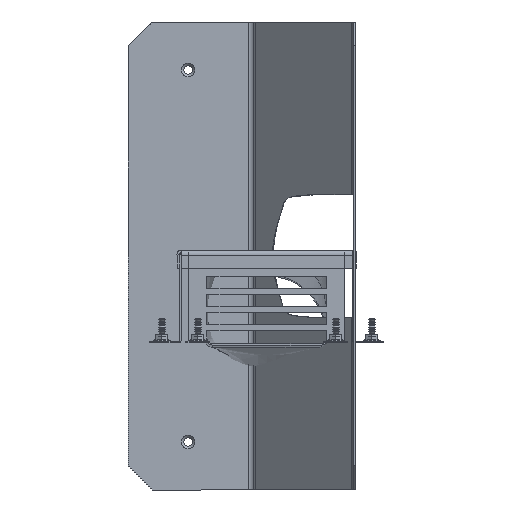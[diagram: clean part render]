
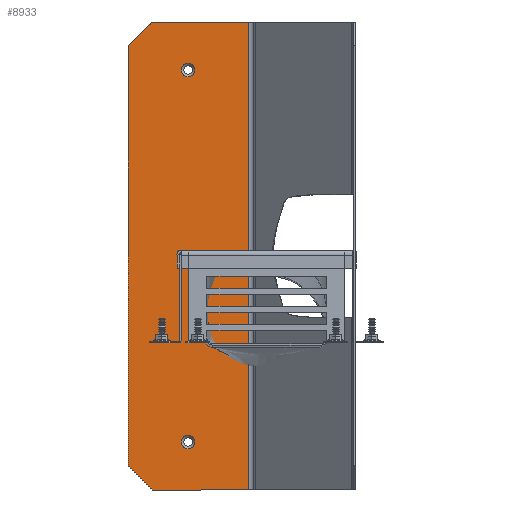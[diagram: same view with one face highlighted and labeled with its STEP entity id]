
A CAD part, left-side view. The second image highlights one B-rep face of the part: STEP entity #8933.
In plain terms, the highlighted planar face has unit normal (-1, 0, 0).
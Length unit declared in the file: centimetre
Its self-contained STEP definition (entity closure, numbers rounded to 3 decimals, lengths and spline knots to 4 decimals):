
#960=FACE_BOUND('',#3557,.T.);
#961=FACE_BOUND('',#3558,.T.);
#1399=LINE('',#13808,#2192);
#1405=LINE('',#13821,#2198);
#1408=LINE('',#13828,#2201);
#1413=LINE('',#13841,#2206);
#1417=LINE('',#13850,#2210);
#1418=LINE('',#13851,#2211);
#2192=VECTOR('',#10782,1.);
#2198=VECTOR('',#10790,1.);
#2201=VECTOR('',#10797,1.);
#2206=VECTOR('',#10810,1.);
#2210=VECTOR('',#10822,1.);
#2211=VECTOR('',#10823,1.);
#3099=FACE_OUTER_BOUND('',#3556,.T.);
#3556=EDGE_LOOP('',(#6657,#6658,#6659,#6660,#6661,#6662));
#3557=EDGE_LOOP('',(#6663));
#3558=EDGE_LOOP('',(#6664));
#4073=CIRCLE('',#9484,5.5);
#4075=CIRCLE('',#9487,5.5);
#4353=VERTEX_POINT('',#13766);
#4355=VERTEX_POINT('',#13772);
#4365=VERTEX_POINT('',#13806);
#4366=VERTEX_POINT('',#13807);
#4371=VERTEX_POINT('',#13818);
#4372=VERTEX_POINT('',#13820);
#4374=VERTEX_POINT('',#13826);
#4378=VERTEX_POINT('',#13840);
#5204=EDGE_CURVE('',#4353,#4353,#4073,.T.);
#5207=EDGE_CURVE('',#4355,#4355,#4075,.T.);
#5224=EDGE_CURVE('',#4365,#4366,#1399,.T.);
#5230=EDGE_CURVE('',#4371,#4372,#1405,.T.);
#5234=EDGE_CURVE('',#4374,#4371,#1408,.T.);
#5242=EDGE_CURVE('',#4366,#4378,#1413,.T.);
#5247=EDGE_CURVE('',#4374,#4378,#1417,.T.);
#5248=EDGE_CURVE('',#4372,#4365,#1418,.T.);
#6657=ORIENTED_EDGE('',*,*,#5247,.T.);
#6658=ORIENTED_EDGE('',*,*,#5242,.F.);
#6659=ORIENTED_EDGE('',*,*,#5224,.F.);
#6660=ORIENTED_EDGE('',*,*,#5248,.F.);
#6661=ORIENTED_EDGE('',*,*,#5230,.F.);
#6662=ORIENTED_EDGE('',*,*,#5234,.F.);
#6663=ORIENTED_EDGE('',*,*,#5204,.T.);
#6664=ORIENTED_EDGE('',*,*,#5207,.T.);
#8585=PLANE('',#9510);
#8933=ADVANCED_FACE('',(#3099,#960,#961),#8585,.T.);
#9484=AXIS2_PLACEMENT_3D('',#13767,#10738,#10739);
#9487=AXIS2_PLACEMENT_3D('',#13773,#10745,#10746);
#9510=AXIS2_PLACEMENT_3D('',#13849,#10820,#10821);
#10738=DIRECTION('center_axis',(1.,0.,0.));
#10739=DIRECTION('ref_axis',(0.,-1.,0.));
#10745=DIRECTION('center_axis',(1.,0.,0.));
#10746=DIRECTION('ref_axis',(0.,-1.,0.));
#10782=DIRECTION('',(0.,-0.707,0.707));
#10790=DIRECTION('',(0.,0.707,0.707));
#10797=DIRECTION('',(0.,1.,0.));
#10810=DIRECTION('',(0.,-1.,0.));
#10820=DIRECTION('center_axis',(-1.,0.,0.));
#10821=DIRECTION('ref_axis',(0.,-1.,0.));
#10822=DIRECTION('',(0.,0.,1.));
#10823=DIRECTION('',(0.,0.,1.));
#13766=CARTESIAN_POINT('',(1743.7233,655.9181,350.));
#13767=CARTESIAN_POINT('Origin',(1743.7233,650.4181,350.));
#13772=CARTESIAN_POINT('',(1743.7233,655.9181,40.));
#13773=CARTESIAN_POINT('Origin',(1743.7233,650.4181,40.));
#13806=CARTESIAN_POINT('',(1743.7233,700.4181,370.));
#13807=CARTESIAN_POINT('',(1743.7233,680.4181,390.));
#13808=CARTESIAN_POINT('',(1743.7233,787.9181,282.5));
#13818=CARTESIAN_POINT('',(1743.7233,680.4181,0.));
#13820=CARTESIAN_POINT('',(1743.7233,700.4181,20.));
#13821=CARTESIAN_POINT('',(1743.7233,690.4181,10.));
#13826=CARTESIAN_POINT('',(1743.7233,599.9033,0.));
#13828=CARTESIAN_POINT('',(1743.7233,599.9033,0.));
#13840=CARTESIAN_POINT('',(1743.7233,599.9033,390.));
#13841=CARTESIAN_POINT('',(1743.7233,599.9033,390.));
#13849=CARTESIAN_POINT('Origin',(1743.7233,700.4181,135.));
#13850=CARTESIAN_POINT('',(1743.7233,599.9033,0.));
#13851=CARTESIAN_POINT('',(1743.7233,700.4181,135.));
